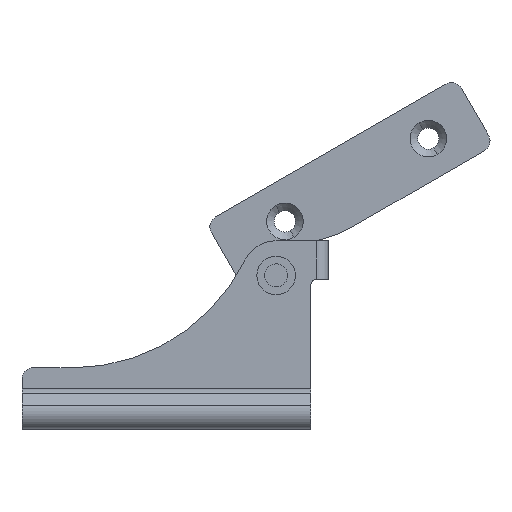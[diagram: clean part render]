
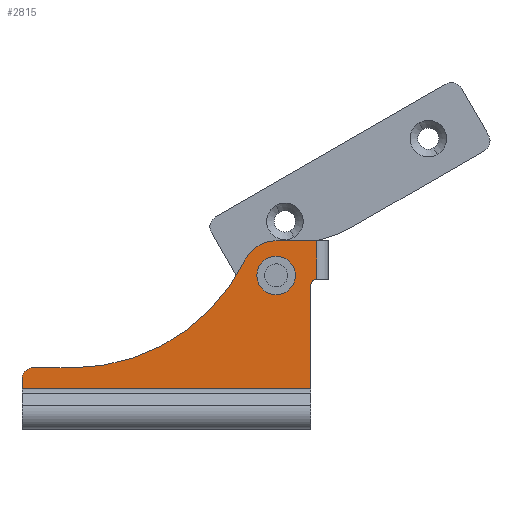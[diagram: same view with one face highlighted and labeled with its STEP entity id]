
A CAD part, front view. The second image highlights one B-rep face of the part: STEP entity #2815.
In plain terms, the highlighted face is planar.
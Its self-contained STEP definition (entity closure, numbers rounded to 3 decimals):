
#971 = DIRECTION ( 'NONE',  ( 1., 0., 0. ) ) ;
#972 = VECTOR ( 'NONE', #971, 1000. ) ;
#973 = CARTESIAN_POINT ( 'NONE',  ( -9., 0., -29.37 ) ) ;
#974 = LINE ( 'NONE', #973, #972 ) ;
#1021 = DIRECTION ( 'NONE',  ( 0., 0., -1. ) ) ;
#1022 = DIRECTION ( 'NONE',  ( 0., -1., 0. ) ) ;
#1023 = CARTESIAN_POINT ( 'NONE',  ( 63., 0., -27. ) ) ;
#1024 = AXIS2_PLACEMENT_3D ( 'NONE', #1023, #1022, #1021 ) ;
#1025 = CIRCLE ( 'NONE', #1024, 3. ) ;
#1026 = DIRECTION ( 'NONE',  ( 0., 0., 1. ) ) ;
#1027 = VECTOR ( 'NONE', #1026, 1000. ) ;
#1028 = CARTESIAN_POINT ( 'NONE',  ( -9., 0., 9. ) ) ;
#1029 = LINE ( 'NONE', #1028, #1027 ) ;
#1030 = CARTESIAN_POINT ( 'NONE',  ( -9., 0., -29.37 ) ) ;
#2563 = VERTEX_POINT ( 'NONE', #4488 ) ;
#2595 = EDGE_CURVE ( 'NONE', #2563, #2596, #4550, .T. ) ;
#2596 = VERTEX_POINT ( 'NONE', #4545 ) ;
#2613 = EDGE_CURVE ( 'NONE', #2675, #2614, #4570, .T. ) ;
#2614 = VERTEX_POINT ( 'NONE', #4566 ) ;
#2675 = VERTEX_POINT ( 'NONE', #4663 ) ;
#2794 = ORIENTED_EDGE ( 'NONE', *, *, #4026, .F. ) ;
#2795 = ORIENTED_EDGE ( 'NONE', *, *, #2799, .F. ) ;
#2796 = VERTEX_POINT ( 'NONE', #4904 ) ;
#2797 = EDGE_CURVE ( 'NONE', #2796, #2805, #4903, .T. ) ;
#2798 = VERTEX_POINT ( 'NONE', #4898 ) ;
#2799 = EDGE_CURVE ( 'NONE', #2798, #2796, #4897, .T. ) ;
#2800 = ORIENTED_EDGE ( 'NONE', *, *, #2595, .F. ) ;
#2801 = ORIENTED_EDGE ( 'NONE', *, *, #2811, .T. ) ;
#2802 = EDGE_CURVE ( 'NONE', #2809, #2828, #4893, .T. ) ;
#2803 = ORIENTED_EDGE ( 'NONE', *, *, #2804, .F. ) ;
#2804 = EDGE_CURVE ( 'NONE', #2805, #2827, #4889, .T. ) ;
#2805 = VERTEX_POINT ( 'NONE', #4884 ) ;
#2806 = ORIENTED_EDGE ( 'NONE', *, *, #2797, .F. ) ;
#2807 = ORIENTED_EDGE ( 'NONE', *, *, #2831, .T. ) ;
#2808 = ORIENTED_EDGE ( 'NONE', *, *, #2802, .T. ) ;
#2809 = VERTEX_POINT ( 'NONE', #4883 ) ;
#2810 = ORIENTED_EDGE ( 'NONE', *, *, #2813, .F. ) ;
#2811 = EDGE_CURVE ( 'NONE', #2812, #2809, #4943, .T. ) ;
#2812 = VERTEX_POINT ( 'NONE', #4938 ) ;
#2813 = EDGE_CURVE ( 'NONE', #2596, #2563, #4937, .T. ) ;
#2814 = EDGE_LOOP ( 'NONE', ( #2801, #2808, #2807, #2803, #2806, #2795, #2794, #4002, #4027, #4003 ) ) ;
#2815 = ADVANCED_FACE ( 'NONE', ( #4932, #4931 ), #4930, .T. ) ;
#2817 = EDGE_LOOP ( 'NONE', ( #2810, #2800 ) ) ;
#2827 = VERTEX_POINT ( 'NONE', #4973 ) ;
#2828 = VERTEX_POINT ( 'NONE', #4972 ) ;
#2831 = EDGE_CURVE ( 'NONE', #2828, #2827, #4965, .T. ) ;
#4002 = ORIENTED_EDGE ( 'NONE', *, *, #2613, .F. ) ;
#4003 = ORIENTED_EDGE ( 'NONE', *, *, #4023, .T. ) ;
#4017 = EDGE_CURVE ( 'NONE', #4022, #2675, #974, .T. ) ;
#4022 = VERTEX_POINT ( 'NONE', #1030 ) ;
#4023 = EDGE_CURVE ( 'NONE', #4022, #2812, #1029, .T. ) ;
#4026 = EDGE_CURVE ( 'NONE', #2614, #2798, #1025, .T. ) ;
#4027 = ORIENTED_EDGE ( 'NONE', *, *, #4017, .F. ) ;
#4488 = CARTESIAN_POINT ( 'NONE',  ( 0., 0., -2.5 ) ) ;
#4545 = CARTESIAN_POINT ( 'NONE',  ( 0., 0., 2.5 ) ) ;
#4546 = DIRECTION ( 'NONE',  ( 0., 0., 1. ) ) ;
#4547 = DIRECTION ( 'NONE',  ( 0., 1., 0. ) ) ;
#4548 = CARTESIAN_POINT ( 'NONE',  ( 0., 0., 0. ) ) ;
#4549 = AXIS2_PLACEMENT_3D ( 'NONE', #4548, #4547, #4546 ) ;
#4550 = CIRCLE ( 'NONE', #4549, 2.5 ) ;
#4566 = CARTESIAN_POINT ( 'NONE',  ( 66., 0., -27. ) ) ;
#4567 = DIRECTION ( 'NONE',  ( 0., 0., 1. ) ) ;
#4568 = VECTOR ( 'NONE', #4567, 1000. ) ;
#4569 = CARTESIAN_POINT ( 'NONE',  ( 66., 0., 9. ) ) ;
#4570 = LINE ( 'NONE', #4569, #4568 ) ;
#4663 = CARTESIAN_POINT ( 'NONE',  ( 66., 0., -29.37 ) ) ;
#4883 = CARTESIAN_POINT ( 'NONE',  ( -10.5, 0., -1. ) ) ;
#4884 = CARTESIAN_POINT ( 'NONE',  ( 8.079, 0., 3.966 ) ) ;
#4885 = DIRECTION ( 'NONE',  ( 0., 0., -1. ) ) ;
#4886 = DIRECTION ( 'NONE',  ( 0., -1., 0. ) ) ;
#4887 = CARTESIAN_POINT ( 'NONE',  ( 0., 0., 0. ) ) ;
#4888 = AXIS2_PLACEMENT_3D ( 'NONE', #4887, #4886, #4885 ) ;
#4889 = CIRCLE ( 'NONE', #4888, 9. ) ;
#4890 = DIRECTION ( 'NONE',  ( 0., 0., 1. ) ) ;
#4891 = VECTOR ( 'NONE', #4890, 1000. ) ;
#4892 = CARTESIAN_POINT ( 'NONE',  ( -10.5, 0., 9. ) ) ;
#4893 = LINE ( 'NONE', #4892, #4891 ) ;
#4894 = DIRECTION ( 'NONE',  ( -1., 0., 0. ) ) ;
#4895 = VECTOR ( 'NONE', #4894, 1000. ) ;
#4896 = CARTESIAN_POINT ( 'NONE',  ( 52.962, 0., -24. ) ) ;
#4897 = LINE ( 'NONE', #4896, #4895 ) ;
#4898 = CARTESIAN_POINT ( 'NONE',  ( 63., 0., -24. ) ) ;
#4899 = DIRECTION ( 'NONE',  ( 0., 0., -1. ) ) ;
#4900 = DIRECTION ( 'NONE',  ( 0., 1., 0. ) ) ;
#4901 = CARTESIAN_POINT ( 'NONE',  ( 52.962, 0., 26. ) ) ;
#4902 = AXIS2_PLACEMENT_3D ( 'NONE', #4901, #4900, #4899 ) ;
#4903 = CIRCLE ( 'NONE', #4902, 50. ) ;
#4904 = CARTESIAN_POINT ( 'NONE',  ( 52.962, 0., -24. ) ) ;
#4926 = DIRECTION ( 'NONE',  ( 0., 0., 1. ) ) ;
#4927 = DIRECTION ( 'NONE',  ( 0., 1., 0. ) ) ;
#4928 = CARTESIAN_POINT ( 'NONE',  ( -9., 0., 9. ) ) ;
#4929 = AXIS2_PLACEMENT_3D ( 'NONE', #4928, #4927, #4926 ) ;
#4930 = PLANE ( 'NONE',  #4929 ) ;
#4931 = FACE_OUTER_BOUND ( 'NONE', #2814, .T. ) ;
#4932 = FACE_BOUND ( 'NONE', #2817, .T. ) ;
#4933 = DIRECTION ( 'NONE',  ( 0., 0., 1. ) ) ;
#4934 = DIRECTION ( 'NONE',  ( 0., 1., 0. ) ) ;
#4935 = CARTESIAN_POINT ( 'NONE',  ( 0., 0., 0. ) ) ;
#4936 = AXIS2_PLACEMENT_3D ( 'NONE', #4935, #4934, #4933 ) ;
#4937 = CIRCLE ( 'NONE', #4936, 2.5 ) ;
#4938 = CARTESIAN_POINT ( 'NONE',  ( -9., 0., -2.5 ) ) ;
#4939 = DIRECTION ( 'NONE',  ( 0., 0., 1. ) ) ;
#4940 = DIRECTION ( 'NONE',  ( 0., -1., 0. ) ) ;
#4941 = CARTESIAN_POINT ( 'NONE',  ( -10.5, 0., -2.5 ) ) ;
#4942 = AXIS2_PLACEMENT_3D ( 'NONE', #4941, #4940, #4939 ) ;
#4943 = CIRCLE ( 'NONE', #4942, 1.5 ) ;
#4962 = DIRECTION ( 'NONE',  ( 1., 0., 0. ) ) ;
#4963 = VECTOR ( 'NONE', #4962, 1000. ) ;
#4964 = CARTESIAN_POINT ( 'NONE',  ( -9., 0., 9. ) ) ;
#4965 = LINE ( 'NONE', #4964, #4963 ) ;
#4972 = CARTESIAN_POINT ( 'NONE',  ( -10.5, 0., 9. ) ) ;
#4973 = CARTESIAN_POINT ( 'NONE',  ( 0., 0., 9. ) ) ;
